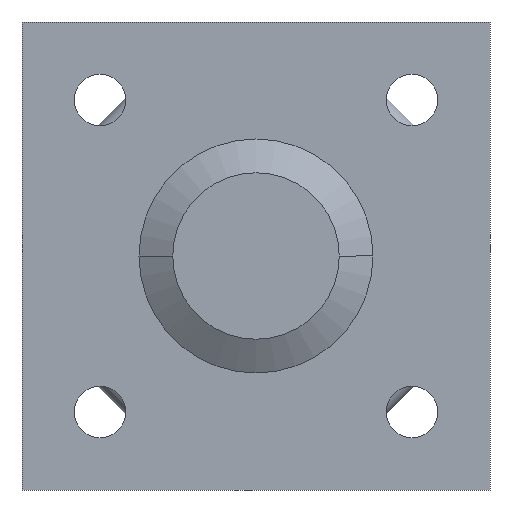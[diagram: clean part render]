
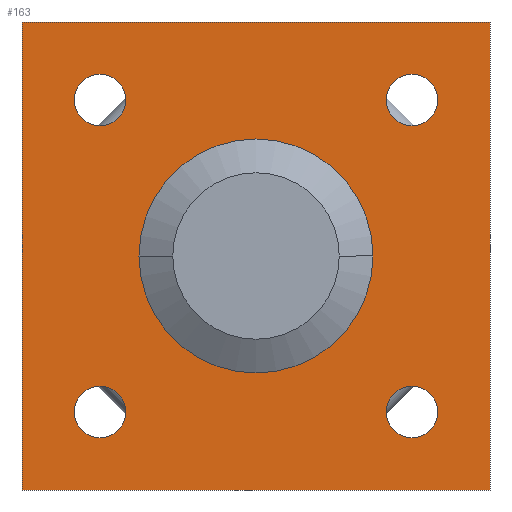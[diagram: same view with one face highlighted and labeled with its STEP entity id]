
A CAD part, left-side view. The second image highlights one B-rep face of the part: STEP entity #163.
In plain terms, the highlighted planar face has unit normal (-1, 0, 0).
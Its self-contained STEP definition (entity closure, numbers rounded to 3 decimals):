
#163 = ADVANCED_FACE( '', ( #250, #251, #252, #253, #254, #255 ), #256, .F. );
#250 = FACE_BOUND( '', #341, .T. );
#251 = FACE_BOUND( '', #342, .T. );
#252 = FACE_BOUND( '', #343, .T. );
#253 = FACE_BOUND( '', #344, .T. );
#254 = FACE_OUTER_BOUND( '', #345, .T. );
#255 = FACE_BOUND( '', #346, .T. );
#256 = PLANE( '', #347 );
#341 = EDGE_LOOP( '', ( #634, #635 ) );
#342 = EDGE_LOOP( '', ( #636, #637 ) );
#343 = EDGE_LOOP( '', ( #638, #639 ) );
#344 = EDGE_LOOP( '', ( #640, #641 ) );
#345 = EDGE_LOOP( '', ( #642, #643, #644, #645 ) );
#346 = EDGE_LOOP( '', ( #646, #647 ) );
#347 = AXIS2_PLACEMENT_3D( '', #648, #649, #650 );
#634 = ORIENTED_EDGE( '', *, *, #723, .T. );
#635 = ORIENTED_EDGE( '', *, *, #719, .T. );
#636 = ORIENTED_EDGE( '', *, *, #725, .T. );
#637 = ORIENTED_EDGE( '', *, *, #715, .T. );
#638 = ORIENTED_EDGE( '', *, *, #727, .T. );
#639 = ORIENTED_EDGE( '', *, *, #711, .T. );
#640 = ORIENTED_EDGE( '', *, *, #729, .T. );
#641 = ORIENTED_EDGE( '', *, *, #707, .T. );
#642 = ORIENTED_EDGE( '', *, *, #743, .F. );
#643 = ORIENTED_EDGE( '', *, *, #734, .F. );
#644 = ORIENTED_EDGE( '', *, *, #738, .F. );
#645 = ORIENTED_EDGE( '', *, *, #741, .F. );
#646 = ORIENTED_EDGE( '', *, *, #731, .T. );
#647 = ORIENTED_EDGE( '', *, *, #703, .T. );
#648 = CARTESIAN_POINT( '', ( -10., 0., 0. ) );
#649 = DIRECTION( '', ( 1., 0., 0. ) );
#650 = DIRECTION( '', ( 0., 0., -1. ) );
#703 = EDGE_CURVE( '', #831, #828, #832, .T. );
#707 = EDGE_CURVE( '', #839, #836, #840, .T. );
#711 = EDGE_CURVE( '', #847, #844, #848, .T. );
#715 = EDGE_CURVE( '', #855, #852, #856, .T. );
#719 = EDGE_CURVE( '', #863, #860, #864, .T. );
#723 = EDGE_CURVE( '', #860, #863, #869, .T. );
#725 = EDGE_CURVE( '', #852, #855, #871, .T. );
#727 = EDGE_CURVE( '', #844, #847, #873, .T. );
#729 = EDGE_CURVE( '', #836, #839, #875, .T. );
#731 = EDGE_CURVE( '', #828, #831, #877, .T. );
#734 = EDGE_CURVE( '', #881, #883, #884, .T. );
#738 = EDGE_CURVE( '', #888, #881, #890, .T. );
#741 = EDGE_CURVE( '', #893, #888, #895, .T. );
#743 = EDGE_CURVE( '', #883, #893, #897, .T. );
#828 = VERTEX_POINT( '', #996 );
#831 = VERTEX_POINT( '', #1000 );
#832 = CIRCLE( '', #1001, 15. );
#836 = VERTEX_POINT( '', #1006 );
#839 = VERTEX_POINT( '', #1010 );
#840 = CIRCLE( '', #1011, 3.324 );
#844 = VERTEX_POINT( '', #1016 );
#847 = VERTEX_POINT( '', #1020 );
#848 = CIRCLE( '', #1021, 3.324 );
#852 = VERTEX_POINT( '', #1026 );
#855 = VERTEX_POINT( '', #1030 );
#856 = CIRCLE( '', #1031, 3.324 );
#860 = VERTEX_POINT( '', #1036 );
#863 = VERTEX_POINT( '', #1040 );
#864 = CIRCLE( '', #1041, 3.324 );
#869 = CIRCLE( '', #1047, 3.324 );
#871 = CIRCLE( '', #1049, 3.324 );
#873 = CIRCLE( '', #1051, 3.324 );
#875 = CIRCLE( '', #1053, 3.324 );
#877 = CIRCLE( '', #1055, 15. );
#881 = VERTEX_POINT( '', #1060 );
#883 = VERTEX_POINT( '', #1063 );
#884 = LINE( '', #1064, #1065 );
#888 = VERTEX_POINT( '', #1071 );
#890 = LINE( '', #1074, #1075 );
#893 = VERTEX_POINT( '', #1079 );
#895 = LINE( '', #1082, #1083 );
#897 = LINE( '', #1086, #1087 );
#996 = CARTESIAN_POINT( '', ( -10., 0., -15. ) );
#1000 = CARTESIAN_POINT( '', ( -10., 0., 15. ) );
#1001 = AXIS2_PLACEMENT_3D( '', #1214, #1215, #1216 );
#1006 = CARTESIAN_POINT( '', ( -10., 20., 16.677 ) );
#1010 = CARTESIAN_POINT( '', ( -10., 20., 23.324 ) );
#1011 = AXIS2_PLACEMENT_3D( '', #1222, #1223, #1224 );
#1016 = CARTESIAN_POINT( '', ( -10., -20., -23.324 ) );
#1020 = CARTESIAN_POINT( '', ( -10., -20., -16.677 ) );
#1021 = AXIS2_PLACEMENT_3D( '', #1230, #1231, #1232 );
#1026 = CARTESIAN_POINT( '', ( -10., 20., -23.324 ) );
#1030 = CARTESIAN_POINT( '', ( -10., 20., -16.677 ) );
#1031 = AXIS2_PLACEMENT_3D( '', #1238, #1239, #1240 );
#1036 = CARTESIAN_POINT( '', ( -10., -20., 16.677 ) );
#1040 = CARTESIAN_POINT( '', ( -10., -20., 23.324 ) );
#1041 = AXIS2_PLACEMENT_3D( '', #1246, #1247, #1248 );
#1047 = AXIS2_PLACEMENT_3D( '', #1256, #1257, #1258 );
#1049 = AXIS2_PLACEMENT_3D( '', #1262, #1263, #1264 );
#1051 = AXIS2_PLACEMENT_3D( '', #1268, #1269, #1270 );
#1053 = AXIS2_PLACEMENT_3D( '', #1274, #1275, #1276 );
#1055 = AXIS2_PLACEMENT_3D( '', #1280, #1281, #1282 );
#1060 = CARTESIAN_POINT( '', ( -10., 30., -30. ) );
#1063 = CARTESIAN_POINT( '', ( -10., 30., 30. ) );
#1064 = CARTESIAN_POINT( '', ( -10., 30., -30. ) );
#1065 = VECTOR( '', #1285, 1. );
#1071 = CARTESIAN_POINT( '', ( -10., -30., -30. ) );
#1074 = CARTESIAN_POINT( '', ( -10., -30., -30. ) );
#1075 = VECTOR( '', #1289, 1. );
#1079 = CARTESIAN_POINT( '', ( -10., -30., 30. ) );
#1082 = CARTESIAN_POINT( '', ( -10., -30., 30. ) );
#1083 = VECTOR( '', #1292, 1. );
#1086 = CARTESIAN_POINT( '', ( -10., 30., 30. ) );
#1087 = VECTOR( '', #1294, 1. );
#1214 = CARTESIAN_POINT( '', ( -10., 0., 0. ) );
#1215 = DIRECTION( '', ( 1., 0., 0. ) );
#1216 = DIRECTION( '', ( 0., 0., -1. ) );
#1222 = CARTESIAN_POINT( '', ( -10., 20., 20. ) );
#1223 = DIRECTION( '', ( 1., 0., 0. ) );
#1224 = DIRECTION( '', ( 0., 0., -1. ) );
#1230 = CARTESIAN_POINT( '', ( -10., -20., -20. ) );
#1231 = DIRECTION( '', ( 1., 0., 0. ) );
#1232 = DIRECTION( '', ( 0., 0., -1. ) );
#1238 = CARTESIAN_POINT( '', ( -10., 20., -20. ) );
#1239 = DIRECTION( '', ( 1., 0., 0. ) );
#1240 = DIRECTION( '', ( 0., 0., -1. ) );
#1246 = CARTESIAN_POINT( '', ( -10., -20., 20. ) );
#1247 = DIRECTION( '', ( 1., 0., 0. ) );
#1248 = DIRECTION( '', ( 0., 0., -1. ) );
#1256 = CARTESIAN_POINT( '', ( -10., -20., 20. ) );
#1257 = DIRECTION( '', ( 1., 0., 0. ) );
#1258 = DIRECTION( '', ( 0., 0., -1. ) );
#1262 = CARTESIAN_POINT( '', ( -10., 20., -20. ) );
#1263 = DIRECTION( '', ( 1., 0., 0. ) );
#1264 = DIRECTION( '', ( 0., 0., -1. ) );
#1268 = CARTESIAN_POINT( '', ( -10., -20., -20. ) );
#1269 = DIRECTION( '', ( 1., 0., 0. ) );
#1270 = DIRECTION( '', ( 0., 0., -1. ) );
#1274 = CARTESIAN_POINT( '', ( -10., 20., 20. ) );
#1275 = DIRECTION( '', ( 1., 0., 0. ) );
#1276 = DIRECTION( '', ( 0., 0., -1. ) );
#1280 = CARTESIAN_POINT( '', ( -10., 0., 0. ) );
#1281 = DIRECTION( '', ( 1., 0., 0. ) );
#1282 = DIRECTION( '', ( 0., 0., -1. ) );
#1285 = DIRECTION( '', ( 0., 0., 1. ) );
#1289 = DIRECTION( '', ( 0., 1., 0. ) );
#1292 = DIRECTION( '', ( 0., 0., -1. ) );
#1294 = DIRECTION( '', ( 0., -1., 0. ) );
